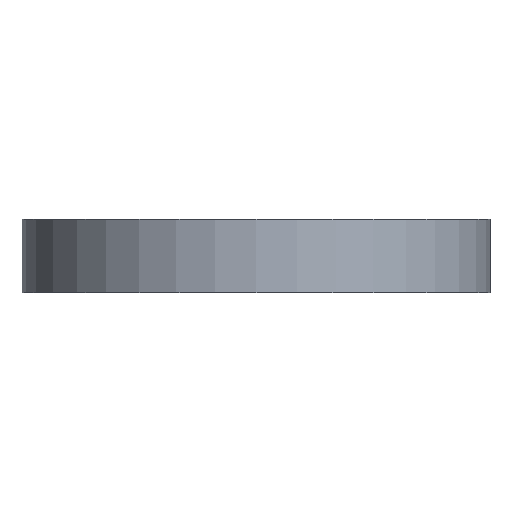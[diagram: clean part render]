
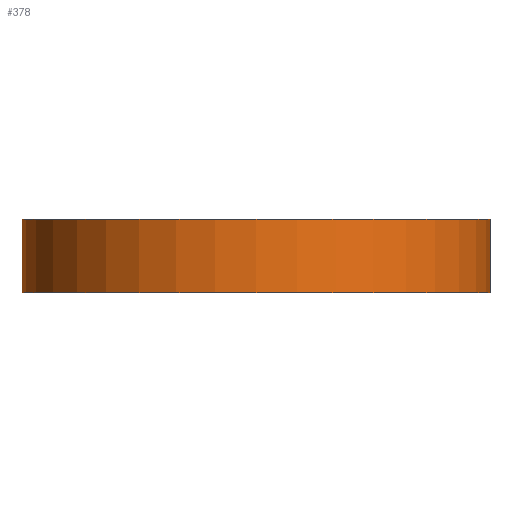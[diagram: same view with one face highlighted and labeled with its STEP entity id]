
A CAD part, front view. The second image highlights one B-rep face of the part: STEP entity #378.
In plain terms, the highlighted cylindrical face has radius 16 mm (diameter 32 mm), a full revolution.
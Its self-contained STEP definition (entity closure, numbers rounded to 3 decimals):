
#54=FACE_OUTER_BOUND('',#76,.T.);
#76=EDGE_LOOP('',(#347,#348,#349,#350));
#81=CIRCLE('',#406,16.);
#83=CIRCLE('',#410,16.);
#134=LINE('',#1597,#150);
#150=VECTOR('',#461,16.);
#186=VERTEX_POINT('',#1591);
#187=VERTEX_POINT('',#1596);
#240=EDGE_CURVE('',#186,#186,#81,.T.);
#242=EDGE_CURVE('',#186,#187,#134,.T.);
#243=EDGE_CURVE('',#187,#187,#83,.T.);
#347=ORIENTED_EDGE('',*,*,#240,.F.);
#348=ORIENTED_EDGE('',*,*,#242,.T.);
#349=ORIENTED_EDGE('',*,*,#243,.T.);
#350=ORIENTED_EDGE('',*,*,#242,.F.);
#358=CYLINDRICAL_SURFACE('',#409,16.);
#378=ADVANCED_FACE('',(#54),#358,.T.);
#406=AXIS2_PLACEMENT_3D('',#1592,#453,#454);
#409=AXIS2_PLACEMENT_3D('',#1595,#459,#460);
#410=AXIS2_PLACEMENT_3D('',#1598,#462,#463);
#453=DIRECTION('center_axis',(0.,0.,1.));
#454=DIRECTION('ref_axis',(1.,0.,0.));
#459=DIRECTION('center_axis',(0.,0.,1.));
#460=DIRECTION('ref_axis',(1.,0.,0.));
#461=DIRECTION('',(0.,0.,-1.));
#462=DIRECTION('center_axis',(0.,0.,1.));
#463=DIRECTION('ref_axis',(1.,0.,0.));
#1591=CARTESIAN_POINT('',(-16.,0.,5.));
#1592=CARTESIAN_POINT('Origin',(0.,0.,5.));
#1595=CARTESIAN_POINT('Origin',(0.,0.,0.));
#1596=CARTESIAN_POINT('',(-16.,0.,0.));
#1597=CARTESIAN_POINT('',(-16.,0.,0.));
#1598=CARTESIAN_POINT('Origin',(0.,0.,0.));
